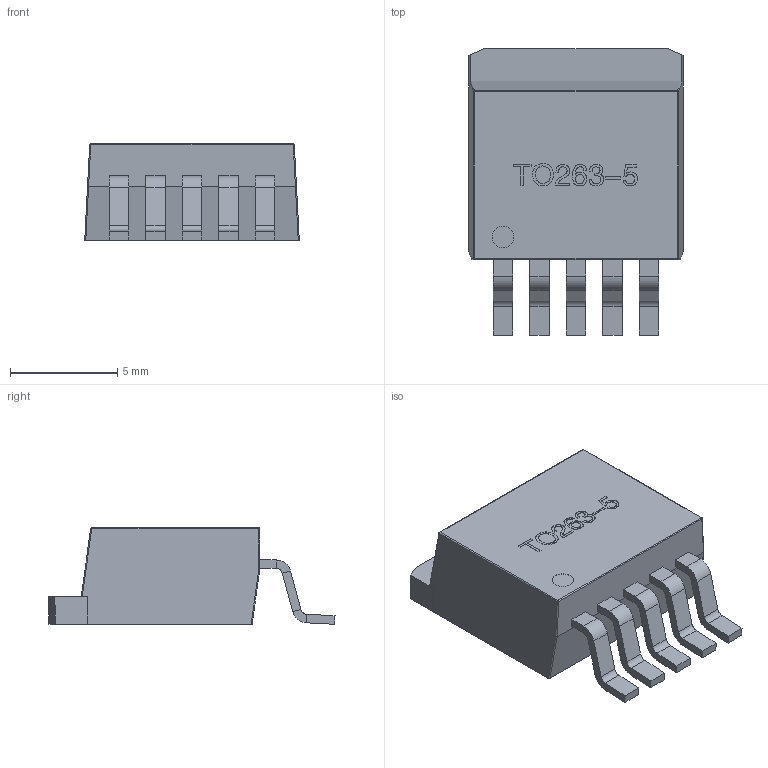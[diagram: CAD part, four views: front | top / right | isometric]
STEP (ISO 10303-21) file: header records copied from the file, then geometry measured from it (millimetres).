
FILE_DESCRIPTION (( 'STEP AP214' ), '1' );
FILE_NAME ('TO263-5A.STEP', '2016-07-19T04:32:52', ( '' ), ( '' ), 'SwSTEP 2.0', 'SolidWorks 2015', '' );
FILE_SCHEMA (( 'AUTOMOTIVE_DESIGN' ));
Length unit declared in the file: millimetre
Products named in the file (1): TO263-5A
Bounding box: 10 x 13.33 x 4.5 mm (x, y, z)
Volume: 382.6 mm3; surface area: 584.4 mm2
Topology: 2 solids, 2 shells, 248 faces, 597 edges, 366 vertices
Faces by surface type: plane 161, bspline 51, cylinder 32, sphere 4
Entity records: 12764 total; most frequent: CARTESIAN_POINT 4599, ORIENTED_EDGE 1190, DIRECTION 939, EDGE_CURVE 595, VECTOR 431, LINE 431, VERTEX_POINT 366, EDGE_LOOP 263
